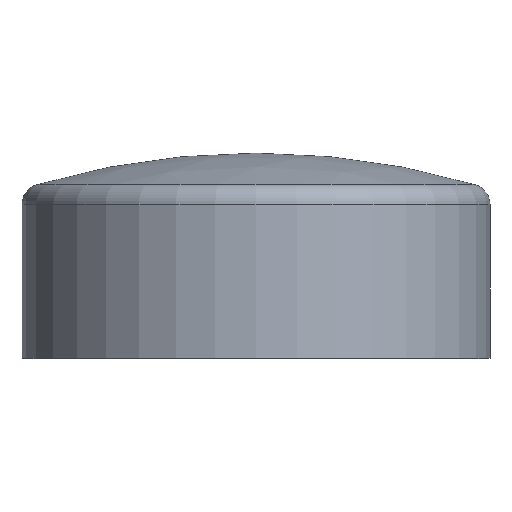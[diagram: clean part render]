
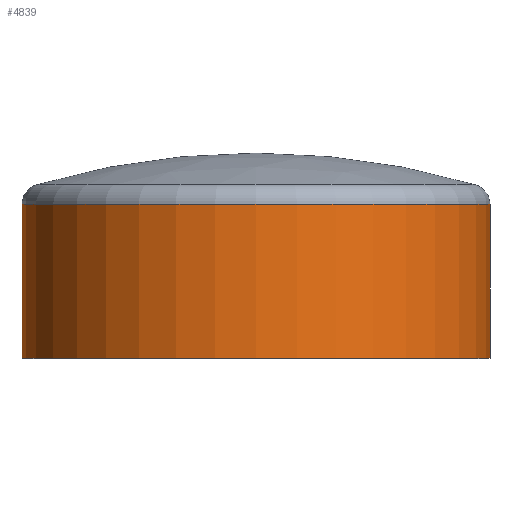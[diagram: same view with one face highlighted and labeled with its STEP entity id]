
A CAD part, top view. The second image highlights one B-rep face of the part: STEP entity #4839.
In plain terms, the highlighted cylindrical face has radius 22.8 mm (diameter 45.6 mm), a partial arc.
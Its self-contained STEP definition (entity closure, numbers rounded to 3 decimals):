
#166 = AXIS2_PLACEMENT_3D ( 'NONE', #5919, #7013, #7942 ) ;
#393 = VECTOR ( 'NONE', #6032, 1000. ) ;
#575 = AXIS2_PLACEMENT_3D ( 'NONE', #9806, #6864, #3905 ) ;
#707 = FACE_OUTER_BOUND ( 'NONE', #1976, .T. ) ;
#780 = EDGE_CURVE ( 'NONE', #7822, #5325, #918, .T. ) ;
#918 = LINE ( 'NONE', #2776, #4501 ) ;
#1107 = CARTESIAN_POINT ( 'NONE',  ( -22.8, 0., 0. ) ) ;
#1500 = CIRCLE ( 'NONE', #575, 22.8 ) ;
#1838 = EDGE_CURVE ( 'NONE', #7822, #2201, #2619, .T. ) ;
#1976 = EDGE_LOOP ( 'NONE', ( #2822, #4032, #7522, #12377 ) ) ;
#2201 = VERTEX_POINT ( 'NONE', #2594 ) ;
#2594 = CARTESIAN_POINT ( 'NONE',  ( 22.8, 0., 0. ) ) ;
#2619 = CIRCLE ( 'NONE', #7406, 22.8 ) ;
#2776 = CARTESIAN_POINT ( 'NONE',  ( -22.8, 18.5, 0. ) ) ;
#2822 = ORIENTED_EDGE ( 'NONE', *, *, #1838, .T. ) ;
#3054 = LINE ( 'NONE', #10020, #393 ) ;
#3905 = DIRECTION ( 'NONE',  ( -1., 0., 0. ) ) ;
#4032 = ORIENTED_EDGE ( 'NONE', *, *, #12071, .T. ) ;
#4501 = VECTOR ( 'NONE', #7717, 1000. ) ;
#4839 = ADVANCED_FACE ( 'NONE', ( #707 ), #6280, .T. ) ;
#5325 = VERTEX_POINT ( 'NONE', #10196 ) ;
#5919 = CARTESIAN_POINT ( 'NONE',  ( 0., 18.5, 0. ) ) ;
#6032 = DIRECTION ( 'NONE',  ( 0., 1., 0. ) ) ;
#6280 = CYLINDRICAL_SURFACE ( 'NONE', #166, 22.8 ) ;
#6323 = DIRECTION ( 'NONE',  ( -1., 0., 0. ) ) ;
#6864 = DIRECTION ( 'NONE',  ( 0., 1., 0. ) ) ;
#7013 = DIRECTION ( 'NONE',  ( 0., 1., 0. ) ) ;
#7406 = AXIS2_PLACEMENT_3D ( 'NONE', #11391, #11309, #6323 ) ;
#7522 = ORIENTED_EDGE ( 'NONE', *, *, #12835, .F. ) ;
#7717 = DIRECTION ( 'NONE',  ( 0., 1., 0. ) ) ;
#7822 = VERTEX_POINT ( 'NONE', #1107 ) ;
#7868 = VERTEX_POINT ( 'NONE', #11264 ) ;
#7942 = DIRECTION ( 'NONE',  ( -1., 0., 0. ) ) ;
#9806 = CARTESIAN_POINT ( 'NONE',  ( 0., 15., 0. ) ) ;
#10020 = CARTESIAN_POINT ( 'NONE',  ( 22.8, 18.5, 0. ) ) ;
#10196 = CARTESIAN_POINT ( 'NONE',  ( -22.8, 15., 0. ) ) ;
#11264 = CARTESIAN_POINT ( 'NONE',  ( 22.8, 15., 0. ) ) ;
#11309 = DIRECTION ( 'NONE',  ( 0., 1., 0. ) ) ;
#11391 = CARTESIAN_POINT ( 'NONE',  ( 0., 0., 0. ) ) ;
#12071 = EDGE_CURVE ( 'NONE', #2201, #7868, #3054, .T. ) ;
#12377 = ORIENTED_EDGE ( 'NONE', *, *, #780, .F. ) ;
#12835 = EDGE_CURVE ( 'NONE', #5325, #7868, #1500, .T. ) ;
